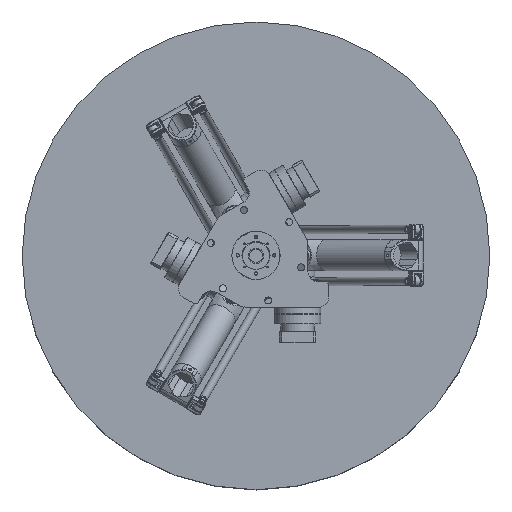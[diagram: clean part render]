
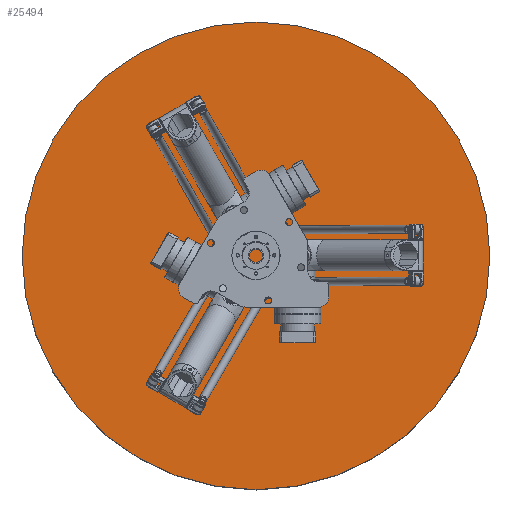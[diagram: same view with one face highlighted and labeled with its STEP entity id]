
A CAD part, top view. The second image highlights one B-rep face of the part: STEP entity #25494.
In plain terms, the highlighted face is planar.
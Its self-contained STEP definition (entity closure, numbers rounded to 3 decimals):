
#2032=PLANE('',#28246);
#3448=FACE_OUTER_BOUND('',#5110,.T.);
#5110=EDGE_LOOP('',(#23623));
#10633=CIRCLE('',#28247,450.);
#12950=VERTEX_POINT('',#52321);
#16508=EDGE_CURVE('',#12950,#12950,#10633,.T.);
#23623=ORIENTED_EDGE('',*,*,#16508,.F.);
#25494=ADVANCED_FACE('',(#3448),#2032,.T.);
#28246=AXIS2_PLACEMENT_3D('',#52320,#35385,#35386);
#28247=AXIS2_PLACEMENT_3D('',#52322,#35387,#35388);
#35385=DIRECTION('center_axis',(0.,1.,0.));
#35386=DIRECTION('ref_axis',(0.,0.,1.));
#35387=DIRECTION('center_axis',(0.,-1.,0.));
#35388=DIRECTION('ref_axis',(1.,0.,0.));
#52320=CARTESIAN_POINT('Origin',(-450.,175.,0.));
#52321=CARTESIAN_POINT('',(450.,175.,0.));
#52322=CARTESIAN_POINT('Origin',(0.,175.,0.));
